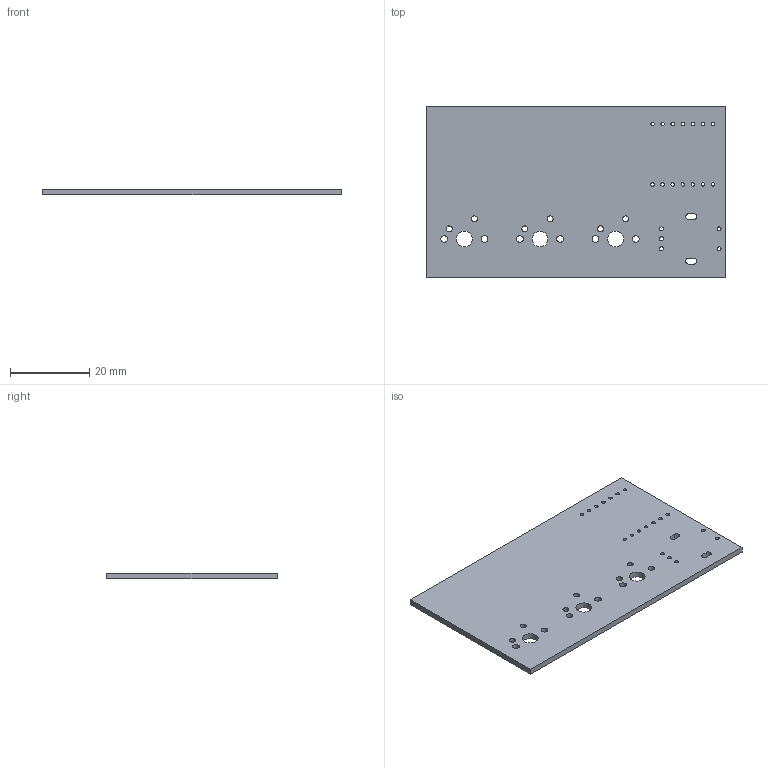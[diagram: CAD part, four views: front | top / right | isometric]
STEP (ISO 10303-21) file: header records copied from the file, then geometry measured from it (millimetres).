
FILE_DESCRIPTION(/* description */ ('KiCad electronic assembly'),/* implementation_level */ '2;1');
FILE_NAME(/* name */ 'HackPad_PCB.step',/* time_stamp */ '2025-07-10T13:49:02-07:00',/* author */ (''),/* organization */ (''),/* preprocessor_version */ 'ST-DEVELOPER v20.1',/* originating_system */ 'Autodesk Translation Framework v14.10.0.0',/* authorisation */ '');
FILE_SCHEMA (('AUTOMOTIVE_DESIGN { 1 0 10303 214 3 1 1 }'));
Length unit declared in the file: millimetre
Products named in the file (2): 2025-07-10-20-29-11-376; 2025-07-10-20-29-11-377
Assembly tree (1 placements, depth 2):
  2025-07-10-20-29-11-376
    2025-07-10-20-29-11-377
Bounding box: 75.29 x 42.99 x 1.51 mm (x, y, z)
Volume: 4763.3 mm3; surface area: 6919.1 mm2
Topology: 1 solids, 1 shells, 48 faces, 138 edges, 92 vertices
Faces by surface type: cylinder 38, plane 10
Full cylindrical faces by diameter (mm): 0.889 x14, 1 x5, 1.5 x6, 1.7 x6, 4 x3
Entity records: 1822 total; most frequent: DIRECTION 316, CARTESIAN_POINT 281, ORIENTED_EDGE 276, EDGE_CURVE 138, AXIS2_PLACEMENT_3D 127, EDGE_LOOP 120, VERTEX_POINT 92, CIRCLE 76
